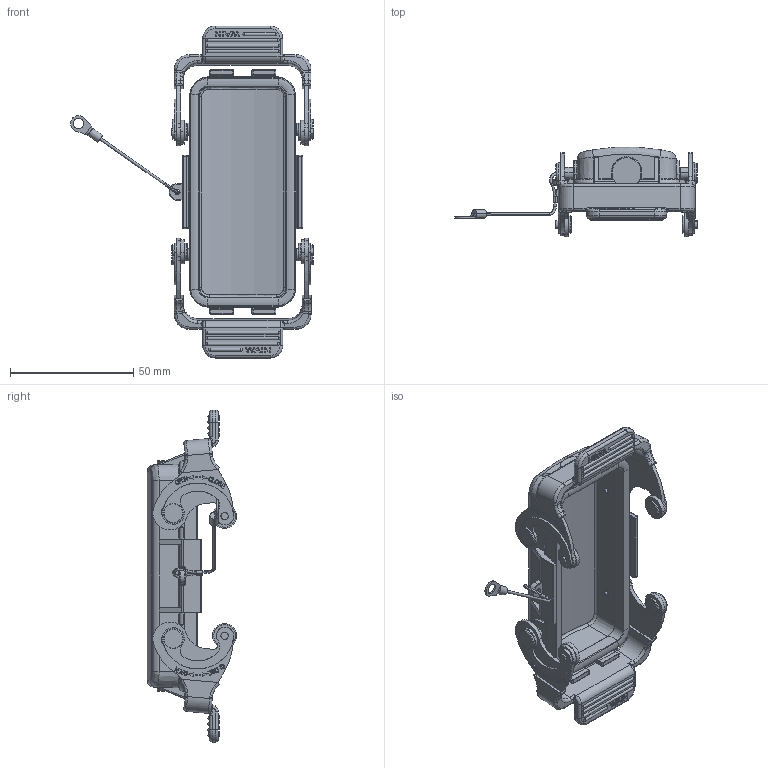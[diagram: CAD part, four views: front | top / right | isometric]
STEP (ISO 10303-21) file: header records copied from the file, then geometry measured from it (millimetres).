
FILE_DESCRIPTION((''),'2;1');
FILE_NAME('0','2017-09-30T',('dm.li'),(''),'PRO/ENGINEER BY PARAMETRIC TECHNOLOGY CORPORATION, 2012480','PRO/ENGINEER BY PARAMETRIC TECHNOLOGY CORPORATION, 2012480','');
FILE_SCHEMA(('AUTOMOTIVE_DESIGN { 1 0 10303 214 1 1 1 1 }'));
Length unit declared in the file: inch
Products named in the file (1): 0
Bounding box: 98.58 x 36.26 x 134.8 mm (x, y, z)
Volume: 38533 mm3; surface area: 33936.3 mm2
Topology: 1 solids, 10 shells, 1719 faces, 4494 edges, 2919 vertices
Faces by surface type: plane 737, cylinder 454, extrusion 160, torus 138, bspline 136, cone 62, sphere 32
Entity records: 69353 total; most frequent: CARTESIAN_POINT 19467, ORIENTED_EDGE 8952, DIRECTION 8017, EDGE_CURVE 4484, VERTEX_POINT 2919, AXIS2_PLACEMENT_3D 2773, VECTOR 2471, LINE 2311
